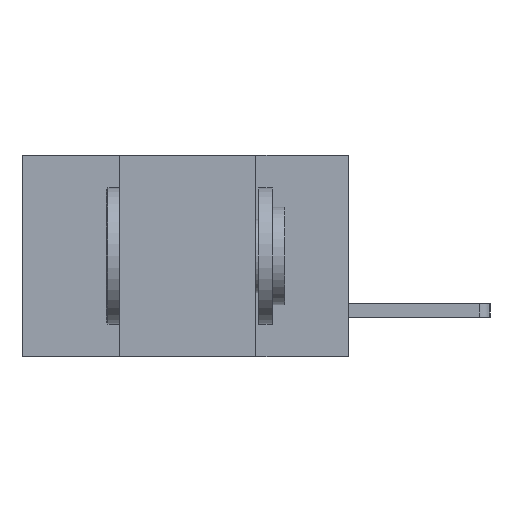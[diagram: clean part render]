
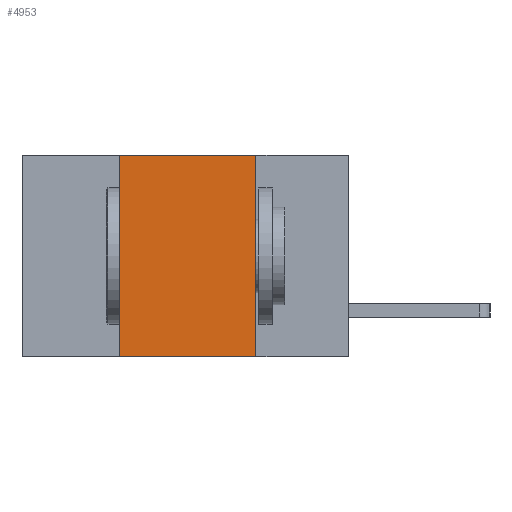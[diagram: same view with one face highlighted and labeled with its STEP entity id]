
A CAD part, left-side view. The second image highlights one B-rep face of the part: STEP entity #4953.
In plain terms, the highlighted planar face has unit normal (-1, 0, 0).
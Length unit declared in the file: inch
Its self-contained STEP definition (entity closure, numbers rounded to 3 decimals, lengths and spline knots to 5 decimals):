
#302 = VECTOR ( 'NONE', #5202, 39.37008 ) ;
#461 = CARTESIAN_POINT ( 'NONE',  ( 0., 0.17, 0. ) ) ;
#937 = VERTEX_POINT ( 'NONE', #461 ) ;
#1090 = EDGE_CURVE ( 'NONE', #8992, #7744, #7919, .T. ) ;
#1400 = CARTESIAN_POINT ( 'NONE',  ( 0., 0.42, -0.37 ) ) ;
#1428 = ORIENTED_EDGE ( 'NONE', *, *, #8205, .F. ) ;
#1551 = CARTESIAN_POINT ( 'NONE',  ( 0., 0.17, -0.37 ) ) ;
#1594 = CARTESIAN_POINT ( 'NONE',  ( 0., 0.6, 0. ) ) ;
#1635 = LINE ( 'NONE', #4224, #7455 ) ;
#1847 = LINE ( 'NONE', #1594, #5901 ) ;
#2145 = ORIENTED_EDGE ( 'NONE', *, *, #2828, .T. ) ;
#2493 = EDGE_LOOP ( 'NONE', ( #1428, #4782, #3572, #2145 ) ) ;
#2828 = EDGE_CURVE ( 'NONE', #8992, #6469, #1635, .T. ) ;
#2929 = FACE_OUTER_BOUND ( 'NONE', #2493, .T. ) ;
#2933 = CARTESIAN_POINT ( 'NONE',  ( 0., 0.42, 0. ) ) ;
#3159 = DIRECTION ( 'NONE',  ( 1., 0., 0. ) ) ;
#3572 = ORIENTED_EDGE ( 'NONE', *, *, #1090, .F. ) ;
#3859 = VECTOR ( 'NONE', #5714, 39.37008 ) ;
#4224 = CARTESIAN_POINT ( 'NONE',  ( 0., 0.6, -0.37 ) ) ;
#4782 = ORIENTED_EDGE ( 'NONE', *, *, #5302, .F. ) ;
#4953 = ADVANCED_FACE ( 'NONE', ( #2929 ), #6946, .F. ) ;
#4992 = DIRECTION ( 'NONE',  ( 0., -1., 0. ) ) ;
#5103 = CARTESIAN_POINT ( 'NONE',  ( 0., 0.42, 0. ) ) ;
#5202 = DIRECTION ( 'NONE',  ( 0., 0., 1. ) ) ;
#5302 = EDGE_CURVE ( 'NONE', #7744, #937, #1847, .T. ) ;
#5491 = AXIS2_PLACEMENT_3D ( 'NONE', #7696, #3159, #8423 ) ;
#5714 = DIRECTION ( 'NONE',  ( 0., 0., -1. ) ) ;
#5747 = CARTESIAN_POINT ( 'NONE',  ( 0., 0.17, 0. ) ) ;
#5901 = VECTOR ( 'NONE', #6922, 39.37008 ) ;
#6469 = VERTEX_POINT ( 'NONE', #1551 ) ;
#6922 = DIRECTION ( 'NONE',  ( 0., -1., 0. ) ) ;
#6946 = PLANE ( 'NONE',  #5491 ) ;
#7455 = VECTOR ( 'NONE', #4992, 39.37008 ) ;
#7696 = CARTESIAN_POINT ( 'NONE',  ( 0., 0.6, 0. ) ) ;
#7744 = VERTEX_POINT ( 'NONE', #5103 ) ;
#7890 = LINE ( 'NONE', #5747, #3859 ) ;
#7919 = LINE ( 'NONE', #2933, #302 ) ;
#8205 = EDGE_CURVE ( 'NONE', #937, #6469, #7890, .T. ) ;
#8423 = DIRECTION ( 'NONE',  ( 0., 0., -1. ) ) ;
#8992 = VERTEX_POINT ( 'NONE', #1400 ) ;
